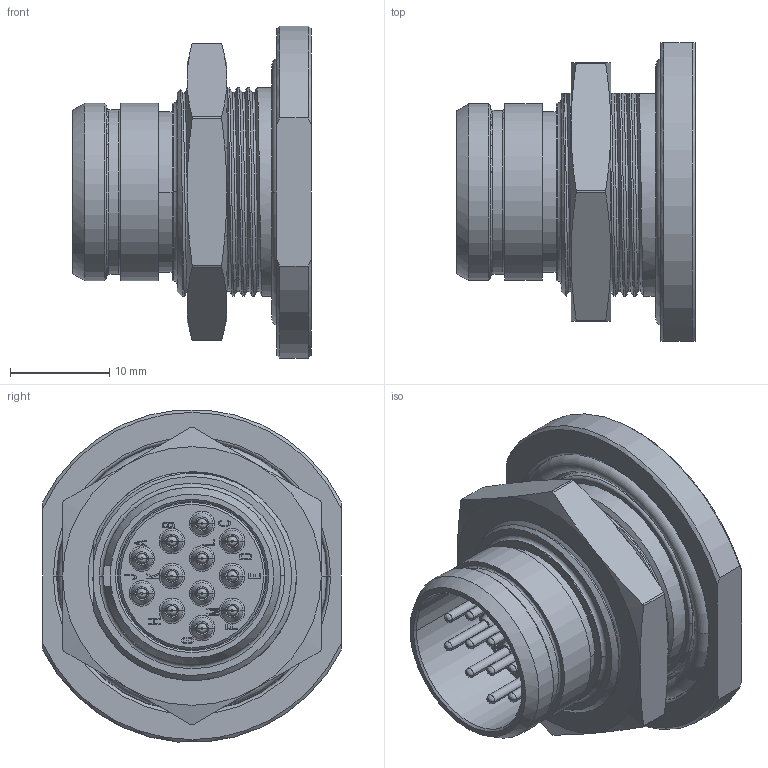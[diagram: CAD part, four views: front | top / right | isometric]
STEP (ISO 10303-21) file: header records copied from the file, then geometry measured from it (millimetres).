
FILE_DESCRIPTION((''),'2;1');
FILE_NAME('1332EV212MS','2024-08-23T09:41:26',('paultorloting'),('NET AG system integration'),'CREO PARAMETRIC BY PTC INC, 2021404','CREO PARAMETRIC BY PTC INC, 2021404','');
FILE_SCHEMA(('AUTOMOTIVE_DESIGN { 1 0 10303 214 1 1 1 1 }'));
Products named in the file (1): 1332EV212MS
Bounding box: 24 x 30 x 33.38 mm (x, y, z)
Volume: 6926 mm3; surface area: 8499 mm2
Topology: 1 solids, 1 shells, 1541 faces, 4337 edges, 2830 vertices
Faces by surface type: plane 767, cylinder 467, bspline 135, cone 108, torus 64
Entity records: 71254 total; most frequent: CARTESIAN_POINT 22131, ORIENTED_EDGE 8674, DIRECTION 7670, EDGE_CURVE 4337, VERTEX_POINT 2830, AXIS2_PLACEMENT_3D 2760, VECTOR 2147, LINE 2147
